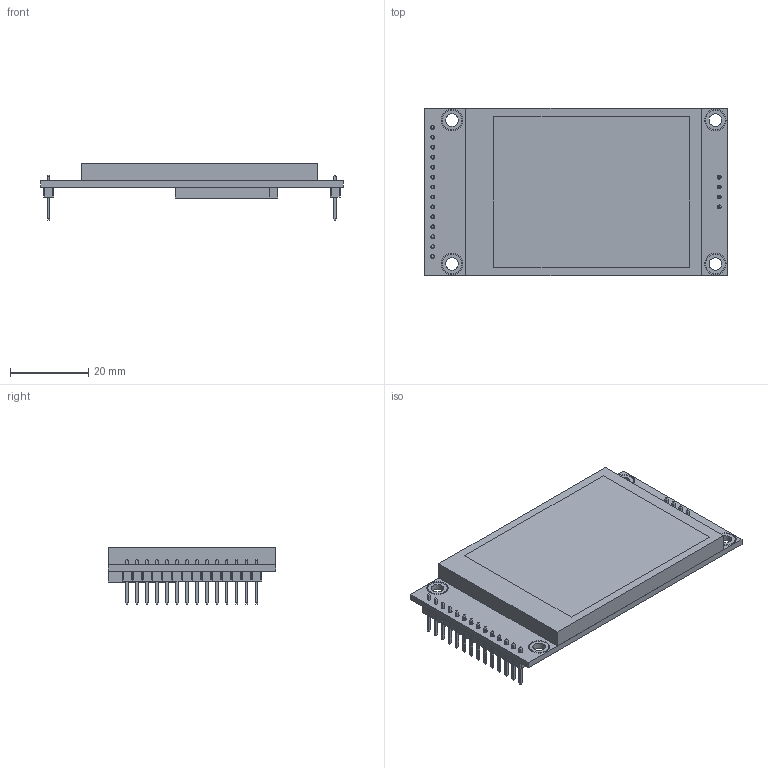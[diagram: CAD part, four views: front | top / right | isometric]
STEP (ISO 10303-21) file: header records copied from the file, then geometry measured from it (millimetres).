
FILE_DESCRIPTION(/* description */ (''),/* implementation_level */ '2;1');
FILE_NAME(/* name */ 'TFT LCD 2.4 inch ILI9341.step',/* time_stamp */ '2024-03-27T00:56:28+07:00',/* author */ (''),/* organization */ (''),/* preprocessor_version */ 'ST-DEVELOPER v20',/* originating_system */ 'Autodesk Translation Framework v12.20.1.177',/* authorisation */ '');
FILE_SCHEMA (('AUTOMOTIVE_DESIGN { 1 0 10303 214 3 1 1 }'));
Length unit declared in the file: millimetre
Products named in the file (7): TFT LCD 2.4 inch ILI9341; Component1; Component2; 04x1_Pin_Header_2.54mm; 1x1_Pin_Header_2.54mm; 14x1_Pin_Header_2.54mm; 1x1_Pin_Header_2.54mm_1
Assembly tree (22 placements, depth 3):
  TFT LCD 2.4 inch ILI9341
    Component1
    Component2
    04x1_Pin_Header_2.54mm
      1x1_Pin_Header_2.54mm  x4
    14x1_Pin_Header_2.54mm
      1x1_Pin_Header_2.54mm_1  x14
Bounding box: 77.18 x 42.72 x 14.5 mm (x, y, z)
Volume: 17683.1 mm3; surface area: 17353.1 mm2
Topology: 34 solids, 34 shells, 709 faces, 1668 edges, 1064 vertices
Faces by surface type: plane 655, cylinder 30, bspline 24
Full cylindrical faces by diameter (mm): 1 x18, 3.2 x4, 5 x4, 5.5 x4
Entity records: 8370 total; most frequent: CARTESIAN_POINT 1767, ORIENTED_EDGE 1288, DIRECTION 1190, EDGE_CURVE 644, LINE 536, VECTOR 536, VERTEX_POINT 424, EDGE_LOOP 330
